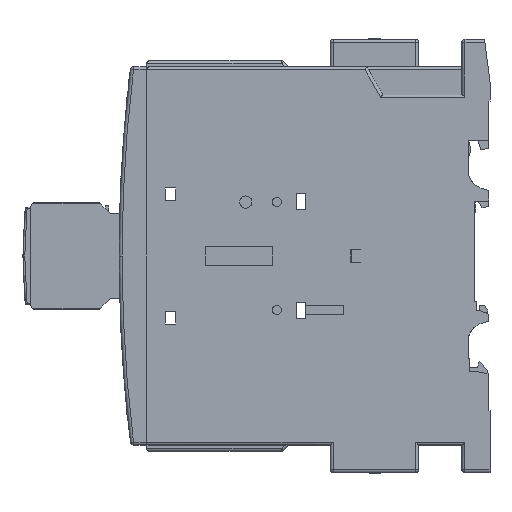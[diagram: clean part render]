
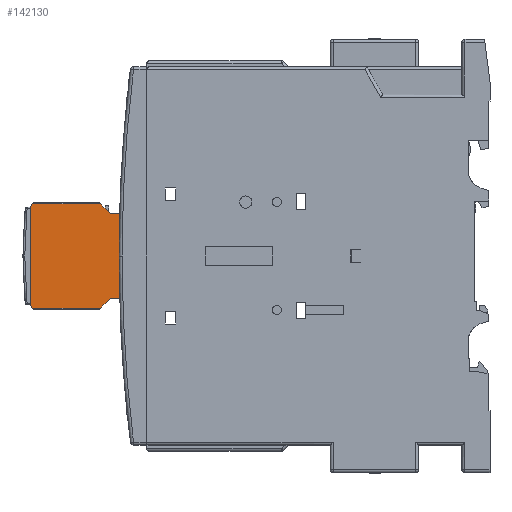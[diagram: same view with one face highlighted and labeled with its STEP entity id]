
A CAD part, left-side view. The second image highlights one B-rep face of the part: STEP entity #142130.
In plain terms, the highlighted planar face has unit normal (-1, 0, 0).
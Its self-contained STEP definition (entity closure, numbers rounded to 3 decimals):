
#134922 = VERTEX_POINT ( 'NONE', #243217 ) ;
#134924 = VERTEX_POINT ( 'NONE', #243219 ) ;
#134927 = VERTEX_POINT ( 'NONE', #243222 ) ;
#134929 = VERTEX_POINT ( 'NONE', #243225 ) ;
#134932 = VERTEX_POINT ( 'NONE', #243228 ) ;
#134933 = VERTEX_POINT ( 'NONE', #243231 ) ;
#134936 = VERTEX_POINT ( 'NONE', #243232 ) ;
#134938 = VERTEX_POINT ( 'NONE', #243235 ) ;
#134958 = VERTEX_POINT ( 'NONE', #243259 ) ;
#134960 = VERTEX_POINT ( 'NONE', #243261 ) ;
#134963 = VERTEX_POINT ( 'NONE', #243264 ) ;
#134964 = VERTEX_POINT ( 'NONE', #243267 ) ;
#134967 = VERTEX_POINT ( 'NONE', #243269 ) ;
#134968 = VERTEX_POINT ( 'NONE', #243271 ) ;
#134975 = VERTEX_POINT ( 'NONE', #243283 ) ;
#134979 = VERTEX_POINT ( 'NONE', #243287 ) ;
#141085 = EDGE_CURVE ( 'NONE', #134922, #134924, #252840, .T. ) ;
#141095 = EDGE_CURVE ( 'NONE', #134927, #134929, #252870, .T. ) ;
#141105 = EDGE_CURVE ( 'NONE', #134932, #134933, #252874, .T. ) ;
#141115 = EDGE_CURVE ( 'NONE', #134936, #134938, #252876, .T. ) ;
#141252 = EDGE_CURVE ( 'NONE', #134924, #134958, #248610, .T. ) ;
#141255 = EDGE_CURVE ( 'NONE', #134958, #134960, #248611, .T. ) ;
#141262 = EDGE_CURVE ( 'NONE', #134960, #134929, #248613, .T. ) ;
#141265 = EDGE_CURVE ( 'NONE', #134927, #134933, #248614, .T. ) ;
#141269 = EDGE_CURVE ( 'NONE', #134932, #134963, #248615, .T. ) ;
#141275 = EDGE_CURVE ( 'NONE', #134963, #134964, #248617, .T. ) ;
#141281 = EDGE_CURVE ( 'NONE', #134964, #134936, #248619, .T. ) ;
#141287 = EDGE_CURVE ( 'NONE', #134938, #134967, #248620, .T. ) ;
#141292 = EDGE_CURVE ( 'NONE', #134967, #134968, #252933, .T. ) ;
#141310 = EDGE_CURVE ( 'NONE', #134968, #134975, #248624, .T. ) ;
#141324 = EDGE_CURVE ( 'NONE', #134975, #134979, #252923, .T. ) ;
#141330 = EDGE_CURVE ( 'NONE', #134979, #134922, #248627, .T. ) ;
#142130 = ADVANCED_FACE ( 'NONE', ( #248976 ), #254146, .F. ) ;
#149354 = ORIENTED_EDGE ( 'NONE', *, *, #141292, .F. ) ;
#149358 = ORIENTED_EDGE ( 'NONE', *, *, #141330, .F. ) ;
#149359 = ORIENTED_EDGE ( 'NONE', *, *, #141324, .F. ) ;
#149362 = ORIENTED_EDGE ( 'NONE', *, *, #141310, .F. ) ;
#149364 = ORIENTED_EDGE ( 'NONE', *, *, #141287, .F. ) ;
#149367 = ORIENTED_EDGE ( 'NONE', *, *, #141115, .F. ) ;
#149369 = ORIENTED_EDGE ( 'NONE', *, *, #141281, .F. ) ;
#149371 = ORIENTED_EDGE ( 'NONE', *, *, #141275, .F. ) ;
#149374 = ORIENTED_EDGE ( 'NONE', *, *, #141269, .F. ) ;
#149376 = ORIENTED_EDGE ( 'NONE', *, *, #141105, .T. ) ;
#149379 = ORIENTED_EDGE ( 'NONE', *, *, #141265, .F. ) ;
#149380 = ORIENTED_EDGE ( 'NONE', *, *, #141095, .T. ) ;
#149383 = ORIENTED_EDGE ( 'NONE', *, *, #141262, .F. ) ;
#149386 = ORIENTED_EDGE ( 'NONE', *, *, #141255, .F. ) ;
#149388 = ORIENTED_EDGE ( 'NONE', *, *, #141252, .F. ) ;
#149391 = ORIENTED_EDGE ( 'NONE', *, *, #141085, .F. ) ;
#224158 = EDGE_LOOP ( 'NONE', ( #149358, #149359, #149362, #149354, #149364, #149367, #149369, #149371, #149374, #149376, #149379, #149380, #149383, #149386, #149388, #149391 ) ) ;
#243217 = CARTESIAN_POINT ( 'NONE',  ( -19.96, 85.504, 17.252 ) ) ;
#243219 = CARTESIAN_POINT ( 'NONE',  ( -19.96, 85.343, 17.112 ) ) ;
#243222 = CARTESIAN_POINT ( 'NONE',  ( -19.96, 79.364, 10.331 ) ) ;
#243225 = CARTESIAN_POINT ( 'NONE',  ( -19.96, 79.164, 10.532 ) ) ;
#243228 = CARTESIAN_POINT ( 'NONE',  ( -19.96, 79.164, -10.531 ) ) ;
#243231 = CARTESIAN_POINT ( 'NONE',  ( -19.96, 79.364, -10.331 ) ) ;
#243232 = CARTESIAN_POINT ( 'NONE',  ( -19.96, 85.343, -17.112 ) ) ;
#243235 = CARTESIAN_POINT ( 'NONE',  ( -19.96, 85.504, -17.252 ) ) ;
#243259 = CARTESIAN_POINT ( 'NONE',  ( -19.96, 82.273, 14.042 ) ) ;
#243261 = CARTESIAN_POINT ( 'NONE',  ( -19.96, 79.164, 14.042 ) ) ;
#243264 = CARTESIAN_POINT ( 'NONE',  ( -19.96, 79.164, -14.042 ) ) ;
#243267 = CARTESIAN_POINT ( 'NONE',  ( -19.96, 82.273, -14.042 ) ) ;
#243269 = CARTESIAN_POINT ( 'NONE',  ( -19.96, 107.749, -17.252 ) ) ;
#243271 = CARTESIAN_POINT ( 'NONE',  ( -19.96, 108.351, -16.048 ) ) ;
#243283 = CARTESIAN_POINT ( 'NONE',  ( -19.96, 108.351, 16.048 ) ) ;
#243287 = CARTESIAN_POINT ( 'NONE',  ( -19.96, 107.749, 17.252 ) ) ;
#248610 = LINE ( 'NONE', #253302, #252921 ) ;
#248611 = LINE ( 'NONE', #253304, #252922 ) ;
#248613 = LINE ( 'NONE', #253309, #252925 ) ;
#248614 = LINE ( 'NONE', #253311, #252926 ) ;
#248615 = LINE ( 'NONE', #253313, #252927 ) ;
#248617 = LINE ( 'NONE', #253317, #252929 ) ;
#248619 = LINE ( 'NONE', #253321, #252932 ) ;
#248620 = LINE ( 'NONE', #253329, #252934 ) ;
#248624 = LINE ( 'NONE', #253346, #252940 ) ;
#248627 = LINE ( 'NONE', #253365, #252946 ) ;
#248976 = FACE_OUTER_BOUND ( 'NONE', #224158, .T. ) ;
#251485 = CARTESIAN_POINT ( 'NONE',  ( -19.96, 86.407, 16.048 ) ) ;
#251486 = DIRECTION ( 'NONE',  ( 1., 0., 0. ) ) ;
#251487 = DIRECTION ( 'NONE',  ( 0., 1., 0. ) ) ;
#251493 = CARTESIAN_POINT ( 'NONE',  ( -19.96, 79.164, 10.331 ) ) ;
#251494 = DIRECTION ( 'NONE',  ( 1., 0., 0. ) ) ;
#251495 = DIRECTION ( 'NONE',  ( 0., -1., 0. ) ) ;
#251500 = CARTESIAN_POINT ( 'NONE',  ( -19.96, 79.164, -10.331 ) ) ;
#251501 = DIRECTION ( 'NONE',  ( 1., 0., 0. ) ) ;
#251502 = DIRECTION ( 'NONE',  ( 0., 1., 0. ) ) ;
#251514 = CARTESIAN_POINT ( 'NONE',  ( -19.96, 86.407, -16.048 ) ) ;
#251515 = DIRECTION ( 'NONE',  ( 1., 0., 0. ) ) ;
#252840 = CIRCLE ( 'NONE', #252869, 1.505 ) ;
#252869 = AXIS2_PLACEMENT_3D ( 'NONE', #251485, #251486, #251487 ) ;
#252870 = CIRCLE ( 'NONE', #252873, 0.201 ) ;
#252873 = AXIS2_PLACEMENT_3D ( 'NONE', #251493, #251494, #251495 ) ;
#252874 = CIRCLE ( 'NONE', #252878, 0.201 ) ;
#252876 = CIRCLE ( 'NONE', #252880, 1.505 ) ;
#252878 = AXIS2_PLACEMENT_3D ( 'NONE', #251500, #251501, #251502 ) ;
#252880 = AXIS2_PLACEMENT_3D ( 'NONE', #251514, #251515, #253213 ) ;
#252921 = VECTOR ( 'NONE', #253303, 1000. ) ;
#252922 = VECTOR ( 'NONE', #253305, 1000. ) ;
#252923 = CIRCLE ( 'NONE', #252945, 1.505 ) ;
#252925 = VECTOR ( 'NONE', #253310, 1000. ) ;
#252926 = VECTOR ( 'NONE', #253312, 1000. ) ;
#252927 = VECTOR ( 'NONE', #253314, 1000. ) ;
#252929 = VECTOR ( 'NONE', #253318, 1000. ) ;
#252932 = VECTOR ( 'NONE', #253322, 1000. ) ;
#252933 = CIRCLE ( 'NONE', #252935, 1.505 ) ;
#252934 = VECTOR ( 'NONE', #253330, 1000. ) ;
#252935 = AXIS2_PLACEMENT_3D ( 'NONE', #253332, #253333, #253334 ) ;
#252940 = VECTOR ( 'NONE', #253347, 1000. ) ;
#252945 = AXIS2_PLACEMENT_3D ( 'NONE', #253356, #253357, #253358 ) ;
#252946 = VECTOR ( 'NONE', #253366, 1000. ) ;
#253213 = DIRECTION ( 'NONE',  ( 0., 1., 0. ) ) ;
#253302 = CARTESIAN_POINT ( 'NONE',  ( -19.96, 85.343, 17.112 ) ) ;
#253303 = DIRECTION ( 'NONE',  ( 0., -0.707, -0.707 ) ) ;
#253304 = CARTESIAN_POINT ( 'NONE',  ( -19.96, 93.756, 14.042 ) ) ;
#253305 = DIRECTION ( 'NONE',  ( 0., -1., 0. ) ) ;
#253309 = CARTESIAN_POINT ( 'NONE',  ( -19.96, 79.164, 0. ) ) ;
#253310 = DIRECTION ( 'NONE',  ( 0., 0., -1. ) ) ;
#253311 = CARTESIAN_POINT ( 'NONE',  ( -19.96, 79.364, 0. ) ) ;
#253312 = DIRECTION ( 'NONE',  ( 0., 0., -1. ) ) ;
#253313 = CARTESIAN_POINT ( 'NONE',  ( -19.96, 79.164, 0. ) ) ;
#253314 = DIRECTION ( 'NONE',  ( 0., 0., -1. ) ) ;
#253317 = CARTESIAN_POINT ( 'NONE',  ( -19.96, 93.756, -14.042 ) ) ;
#253318 = DIRECTION ( 'NONE',  ( 0., 1., 0. ) ) ;
#253321 = CARTESIAN_POINT ( 'NONE',  ( -19.96, 82.273, -14.042 ) ) ;
#253322 = DIRECTION ( 'NONE',  ( 0., 0.707, -0.707 ) ) ;
#253329 = CARTESIAN_POINT ( 'NONE',  ( -19.96, 93.756, -17.252 ) ) ;
#253330 = DIRECTION ( 'NONE',  ( 0., 1., 0. ) ) ;
#253332 = CARTESIAN_POINT ( 'NONE',  ( -19.96, 106.847, -16.048 ) ) ;
#253333 = DIRECTION ( 'NONE',  ( 1., 0., 0. ) ) ;
#253334 = DIRECTION ( 'NONE',  ( 0., 1., 0. ) ) ;
#253346 = CARTESIAN_POINT ( 'NONE',  ( -19.96, 108.351, 0. ) ) ;
#253347 = DIRECTION ( 'NONE',  ( 0., 0., 1. ) ) ;
#253356 = CARTESIAN_POINT ( 'NONE',  ( -19.96, 106.847, 16.048 ) ) ;
#253357 = DIRECTION ( 'NONE',  ( 1., 0., 0. ) ) ;
#253358 = DIRECTION ( 'NONE',  ( 0., 1., 0. ) ) ;
#253365 = CARTESIAN_POINT ( 'NONE',  ( -19.96, 93.756, 17.252 ) ) ;
#253366 = DIRECTION ( 'NONE',  ( 0., -1., 0. ) ) ;
#254146 = PLANE ( 'NONE',  #254680 ) ;
#254147 = CARTESIAN_POINT ( 'NONE',  ( -19.96, 93.756, 0. ) ) ;
#254148 = DIRECTION ( 'NONE',  ( 1., 0., 0. ) ) ;
#254149 = DIRECTION ( 'NONE',  ( 0., 1., 0. ) ) ;
#254680 = AXIS2_PLACEMENT_3D ( 'NONE', #254147, #254148, #254149 ) ;
